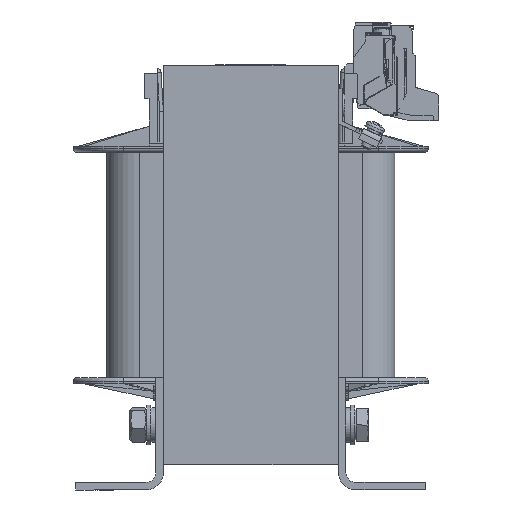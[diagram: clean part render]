
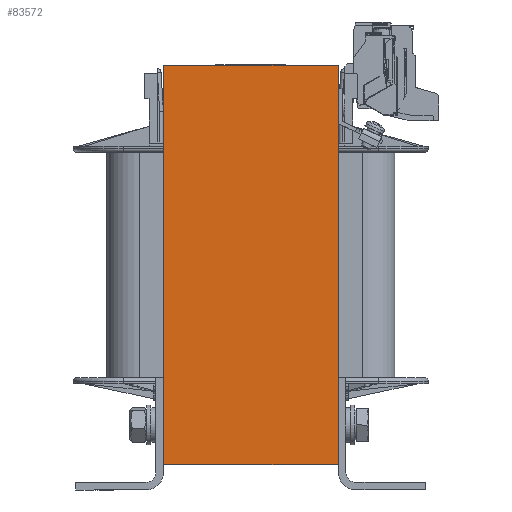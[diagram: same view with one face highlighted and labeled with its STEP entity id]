
A CAD part, left-side view. The second image highlights one B-rep face of the part: STEP entity #83572.
In plain terms, the highlighted planar face has unit normal (-1, 0, 0).
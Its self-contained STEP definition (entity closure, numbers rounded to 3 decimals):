
#1190=PLANE('',#88540);
#4775=FACE_OUTER_BOUND('',#9291,.T.);
#9291=EDGE_LOOP('',(#58075,#58076,#58077,#58078));
#14000=LINE('',#117438,#24800);
#14002=LINE('',#117443,#24802);
#14003=LINE('',#117444,#24803);
#14004=LINE('',#117445,#24804);
#24800=VECTOR('',#94682,10.);
#24802=VECTOR('',#94686,10.);
#24803=VECTOR('',#94687,10.);
#24804=VECTOR('',#94688,10.);
#37011=VERTEX_POINT('',#117435);
#37012=VERTEX_POINT('',#117437);
#37013=VERTEX_POINT('',#117441);
#37014=VERTEX_POINT('',#117442);
#45275=EDGE_CURVE('',#37012,#37011,#14000,.T.);
#45277=EDGE_CURVE('',#37013,#37014,#14002,.T.);
#45278=EDGE_CURVE('',#37014,#37012,#14003,.T.);
#45279=EDGE_CURVE('',#37013,#37011,#14004,.T.);
#58075=ORIENTED_EDGE('',*,*,#45277,.T.);
#58076=ORIENTED_EDGE('',*,*,#45278,.T.);
#58077=ORIENTED_EDGE('',*,*,#45275,.T.);
#58078=ORIENTED_EDGE('',*,*,#45279,.F.);
#83572=ADVANCED_FACE('',(#4775),#1190,.T.);
#88540=AXIS2_PLACEMENT_3D('',#117440,#94684,#94685);
#94682=DIRECTION('',(0.,0.,1.));
#94684=DIRECTION('center_axis',(-1.,0.,0.));
#94685=DIRECTION('ref_axis',(0.,0.,1.));
#94686=DIRECTION('',(0.,0.,-1.));
#94687=DIRECTION('',(0.,-1.,0.));
#94688=DIRECTION('',(0.,-1.,0.));
#117435=CARTESIAN_POINT('',(-96.,-35.,80.));
#117437=CARTESIAN_POINT('',(-96.,-35.,-80.));
#117438=CARTESIAN_POINT('',(-96.,-35.,80.));
#117440=CARTESIAN_POINT('Origin',(-96.,0.,80.));
#117441=CARTESIAN_POINT('',(-96.,35.,80.));
#117442=CARTESIAN_POINT('',(-96.,35.,-80.));
#117443=CARTESIAN_POINT('',(-96.,35.,80.));
#117444=CARTESIAN_POINT('',(-96.,0.,-80.));
#117445=CARTESIAN_POINT('',(-96.,0.,80.));
